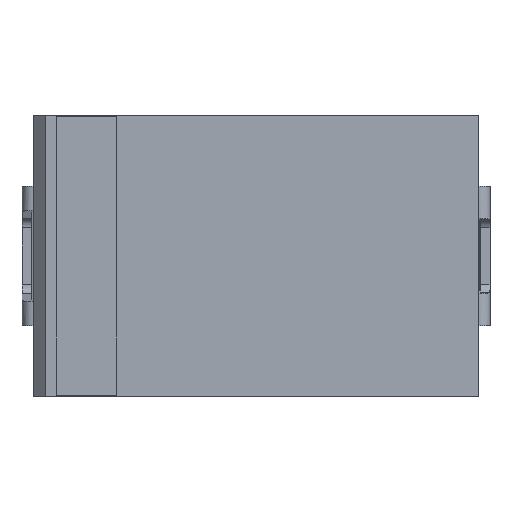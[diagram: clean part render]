
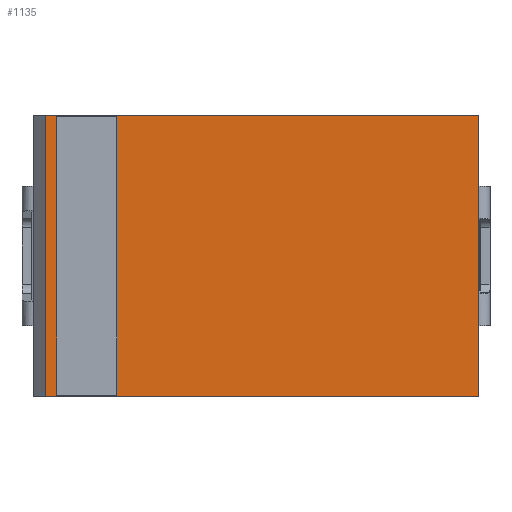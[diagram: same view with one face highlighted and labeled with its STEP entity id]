
A CAD part, top view. The second image highlights one B-rep face of the part: STEP entity #1135.
In plain terms, the highlighted planar face has unit normal (0, 0, 1).
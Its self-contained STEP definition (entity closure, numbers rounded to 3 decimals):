
#105 = LINE ( 'NONE', #1140, #2576 ) ;
#303 = ORIENTED_EDGE ( 'NONE', *, *, #775, .T. ) ;
#513 = DIRECTION ( 'NONE',  ( 0., 0., -1. ) ) ;
#524 = ORIENTED_EDGE ( 'NONE', *, *, #992, .T. ) ;
#632 = ORIENTED_EDGE ( 'NONE', *, *, #824, .T. ) ;
#773 = CARTESIAN_POINT ( 'NONE',  ( 3.525, 2.225, 3. ) ) ;
#775 = EDGE_CURVE ( 'NONE', #1243, #2148, #1112, .T. ) ;
#800 = VECTOR ( 'NONE', #2553, 1000. ) ;
#824 = EDGE_CURVE ( 'NONE', #1373, #1243, #105, .T. ) ;
#856 = VERTEX_POINT ( 'NONE', #2954 ) ;
#986 = CARTESIAN_POINT ( 'NONE',  ( 0., 0., 3. ) ) ;
#992 = EDGE_CURVE ( 'NONE', #2148, #856, #2257, .T. ) ;
#1046 = VECTOR ( 'NONE', #2019, 1000. ) ;
#1058 = CARTESIAN_POINT ( 'NONE',  ( 3.525, -2.225, 3. ) ) ;
#1079 = FACE_OUTER_BOUND ( 'NONE', #2005, .T. ) ;
#1082 = CARTESIAN_POINT ( 'NONE',  ( -3.325, 0., 3. ) ) ;
#1112 = LINE ( 'NONE', #2965, #2040 ) ;
#1135 = ADVANCED_FACE ( 'NONE', ( #1079 ), #1169, .F. ) ;
#1140 = CARTESIAN_POINT ( 'NONE',  ( 3.525, 2.225, 3. ) ) ;
#1169 = PLANE ( 'NONE',  #2638 ) ;
#1205 = DIRECTION ( 'NONE',  ( -1., 0., 0. ) ) ;
#1243 = VERTEX_POINT ( 'NONE', #773 ) ;
#1373 = VERTEX_POINT ( 'NONE', #1058 ) ;
#1628 = CARTESIAN_POINT ( 'NONE',  ( -3.325, 2.225, 3. ) ) ;
#1682 = ORIENTED_EDGE ( 'NONE', *, *, #2224, .T. ) ;
#1693 = LINE ( 'NONE', #2311, #800 ) ;
#2005 = EDGE_LOOP ( 'NONE', ( #303, #524, #1682, #632 ) ) ;
#2019 = DIRECTION ( 'NONE',  ( 0., -1., 0. ) ) ;
#2034 = DIRECTION ( 'NONE',  ( 0., 1., 0. ) ) ;
#2040 = VECTOR ( 'NONE', #2507, 1000. ) ;
#2148 = VERTEX_POINT ( 'NONE', #1628 ) ;
#2224 = EDGE_CURVE ( 'NONE', #856, #1373, #1693, .T. ) ;
#2257 = LINE ( 'NONE', #1082, #1046 ) ;
#2311 = CARTESIAN_POINT ( 'NONE',  ( 3.525, -2.225, 3. ) ) ;
#2507 = DIRECTION ( 'NONE',  ( -1., 0., 0. ) ) ;
#2553 = DIRECTION ( 'NONE',  ( 1., 0., 0. ) ) ;
#2576 = VECTOR ( 'NONE', #2034, 1000. ) ;
#2638 = AXIS2_PLACEMENT_3D ( 'NONE', #986, #513, #1205 ) ;
#2954 = CARTESIAN_POINT ( 'NONE',  ( -3.325, -2.225, 3. ) ) ;
#2965 = CARTESIAN_POINT ( 'NONE',  ( 3.525, 2.225, 3. ) ) ;
